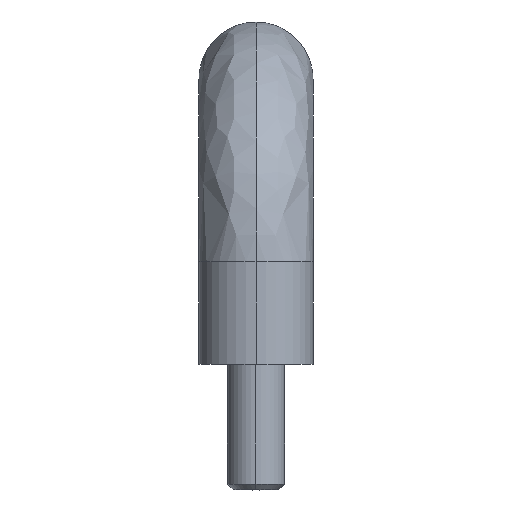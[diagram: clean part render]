
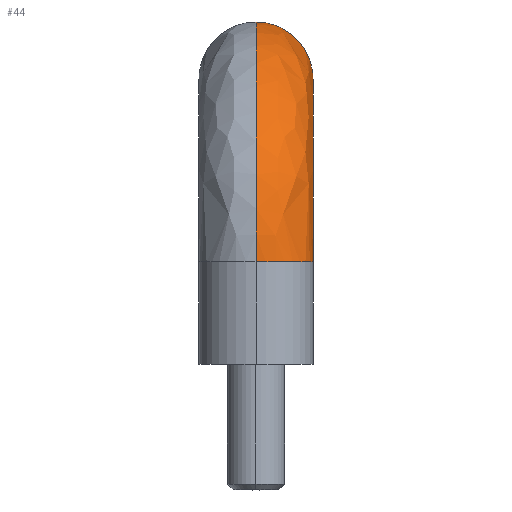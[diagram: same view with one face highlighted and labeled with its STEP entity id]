
A CAD part, left-side view. The second image highlights one B-rep face of the part: STEP entity #44.
In plain terms, the highlighted free-form (B-spline) face has degree [3, 3] with [7, 7] control points.
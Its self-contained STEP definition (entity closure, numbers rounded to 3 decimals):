
#44=ADVANCED_FACE('',(#106),#105,.T.);
#105=( BOUNDED_SURFACE() B_SPLINE_SURFACE( 3,3,((#417,#418,#419,#420,#421,#422,#423),(#424,#425,#426,#427,#428,#429,#430),(#431,#432,#433,#434,#435,#436,#437),(#438,#439,#440,#441,#442,#443,#444),(#445,#446,#447,#448,#449,#450,#451),(#452,#453,#454,#455,#456,#457,#458),(#459,#460,#461,#462,#463,#464,#465)), .UNSPECIFIED.,.F.,.F.,.F.) B_SPLINE_SURFACE_WITH_KNOTS((4,1,1,1,4),(4,1,1,1,4),(0.,0.25,0.5,0.75,1.),(0.,0.25,0.5,0.75,1.), .UNSPECIFIED. ) GEOMETRIC_REPRESENTATION_ITEM() RATIONAL_B_SPLINE_SURFACE(((1.,1.,1.,1.,1.,1.,1.),(1.,1.,1.,1.,1.,1.,1.),(1.,1.,1.,1.,1.,1.,1.),(1.,1.,1.,1.,1.,1.,1.),(1.,1.,1.,1.,1.,1.,1.),(1.,1.,1.,1.,1.,1.,1.),(1.,1.,1.,1.,1.,1.,1.))) REPRESENTATION_ITEM('') SURFACE() );
#106=FACE_OUTER_BOUND('',#466,.T.);
#417=CARTESIAN_POINT('',(-34.,0.,0.));
#418=CARTESIAN_POINT('',(-35.437,0.,0.));
#419=CARTESIAN_POINT('',(-38.316,0.,-0.572));
#420=CARTESIAN_POINT('',(-41.981,0.,-3.019));
#421=CARTESIAN_POINT('',(-44.428,0.,-6.684));
#422=CARTESIAN_POINT('',(-45.,0.,-9.563));
#423=CARTESIAN_POINT('',(-45.,0.,-11.));
#424=CARTESIAN_POINT('',(-34.,-1.308,-0.007));
#425=CARTESIAN_POINT('',(-35.459,-1.308,-0.007));
#426=CARTESIAN_POINT('',(-38.303,-1.308,-0.579));
#427=CARTESIAN_POINT('',(-41.979,-1.308,-3.021));
#428=CARTESIAN_POINT('',(-44.421,-1.308,-6.697));
#429=CARTESIAN_POINT('',(-44.993,-1.308,-9.541));
#430=CARTESIAN_POINT('',(-44.993,-1.308,-11.));
#431=CARTESIAN_POINT('',(-34.,-3.919,1.081));
#432=CARTESIAN_POINT('',(-35.629,-3.919,1.081));
#433=CARTESIAN_POINT('',(-38.717,-3.919,0.452));
#434=CARTESIAN_POINT('',(-42.772,-3.919,-2.228));
#435=CARTESIAN_POINT('',(-45.452,-3.919,-6.283));
#436=CARTESIAN_POINT('',(-46.081,-3.919,-9.371));
#437=CARTESIAN_POINT('',(-46.081,-3.919,-11.));
#438=CARTESIAN_POINT('',(-34.,-5.546,5.));
#439=CARTESIAN_POINT('',(-36.091,-5.546,5.));
#440=CARTESIAN_POINT('',(-40.278,-5.546,4.169));
#441=CARTESIAN_POINT('',(-45.609,-5.546,0.609));
#442=CARTESIAN_POINT('',(-49.169,-5.546,-4.722));
#443=CARTESIAN_POINT('',(-50.,-5.546,-8.909));
#444=CARTESIAN_POINT('',(-50.,-5.546,-11.));
#445=CARTESIAN_POINT('',(-34.,-3.919,8.919));
#446=CARTESIAN_POINT('',(-36.552,-3.919,8.919));
#447=CARTESIAN_POINT('',(-41.839,-3.919,7.885));
#448=CARTESIAN_POINT('',(-48.447,-3.919,3.447));
#449=CARTESIAN_POINT('',(-52.885,-3.919,-3.161));
#450=CARTESIAN_POINT('',(-53.919,-3.919,-8.448));
#451=CARTESIAN_POINT('',(-53.919,-3.919,-11.));
#452=CARTESIAN_POINT('',(-34.,-1.308,10.007));
#453=CARTESIAN_POINT('',(-36.723,-1.308,10.007));
#454=CARTESIAN_POINT('',(-42.253,-1.308,8.916));
#455=CARTESIAN_POINT('',(-49.239,-1.308,4.239));
#456=CARTESIAN_POINT('',(-53.916,-1.308,-2.747));
#457=CARTESIAN_POINT('',(-55.007,-1.308,-8.277));
#458=CARTESIAN_POINT('',(-55.007,-1.308,-11.));
#459=CARTESIAN_POINT('',(-34.,0.,10.));
#460=CARTESIAN_POINT('',(-36.744,0.,10.));
#461=CARTESIAN_POINT('',(-42.24,0.,8.909));
#462=CARTESIAN_POINT('',(-49.237,0.,4.237));
#463=CARTESIAN_POINT('',(-53.909,0.,-2.76));
#464=CARTESIAN_POINT('',(-55.,0.,-8.256));
#465=CARTESIAN_POINT('',(-55.,0.,-11.));
#466=EDGE_LOOP('',(#646,#647,#648,#649));
#646=ORIENTED_EDGE('',*,*,#736,.F.);
#647=ORIENTED_EDGE('',*,*,#737,.F.);
#648=ORIENTED_EDGE('',*,*,#738,.F.);
#649=ORIENTED_EDGE('',*,*,#739,.T.);
#736=EDGE_CURVE('',#852,#853,#854,.T.);
#737=EDGE_CURVE('',#860,#852,#861,.T.);
#738=EDGE_CURVE('',#867,#860,#868,.T.);
#739=EDGE_CURVE('',#867,#853,#874,.T.);
#852=VERTEX_POINT('',#1135);
#853=VERTEX_POINT('',#1136);
#854=CIRCLE('',#1140,5.);
#860=VERTEX_POINT('',#1141);
#861=CIRCLE('',#1145,11.);
#867=VERTEX_POINT('',#1146);
#868=CIRCLE('',#1150,5.);
#874=(BOUNDED_CURVE() B_SPLINE_CURVE(3,(#1151,#1152,#1153,#1154,#1155,#1156,#1157,#1158,#1159),.UNSPECIFIED.,.F.,.F.) B_SPLINE_CURVE_WITH_KNOTS((4,1,1,1,1,1,4),(3.142,3.419,3.65,3.927,4.204,4.435,4.712),.UNSPECIFIED.) CURVE() GEOMETRIC_REPRESENTATION_ITEM() RATIONAL_B_SPLINE_CURVE((1.,1.,1.,1.,1.,1.,1.,1.,1.)) REPRESENTATION_ITEM('') );
#1135=CARTESIAN_POINT('',(-45.,0.,-11.));
#1136=CARTESIAN_POINT('',(-55.,0.,-11.));
#1137=CARTESIAN_POINT('',(-50.,0.,-11.));
#1138=DIRECTION('',(0.,0.,-1.));
#1139=DIRECTION('',(-1.,0.,0.));
#1140=AXIS2_PLACEMENT_3D('',#1137,#1138,#1139);
#1141=CARTESIAN_POINT('',(-34.,0.,0.));
#1142=CARTESIAN_POINT('',(-34.,0.,-11.));
#1143=DIRECTION('',(0.,-1.,0.));
#1144=DIRECTION('',(0.,0.,-1.));
#1145=AXIS2_PLACEMENT_3D('',#1142,#1143,#1144);
#1146=CARTESIAN_POINT('',(-34.,0.,10.));
#1147=CARTESIAN_POINT('',(-34.,0.,5.));
#1148=DIRECTION('',(1.,0.,0.));
#1149=DIRECTION('',(0.,0.,-1.));
#1150=AXIS2_PLACEMENT_3D('',#1147,#1148,#1149);
#1151=CARTESIAN_POINT('',(-34.,0.,10.));
#1152=CARTESIAN_POINT('',(-35.937,0.,10.001));
#1153=CARTESIAN_POINT('',(-39.492,0.,9.505));
#1154=CARTESIAN_POINT('',(-44.606,0.,7.389));
#1155=CARTESIAN_POINT('',(-49.041,0.,4.041));
#1156=CARTESIAN_POINT('',(-52.389,0.,-0.394));
#1157=CARTESIAN_POINT('',(-54.505,0.,-5.508));
#1158=CARTESIAN_POINT('',(-55.001,0.,-9.063));
#1159=CARTESIAN_POINT('',(-55.,0.,-11.));
